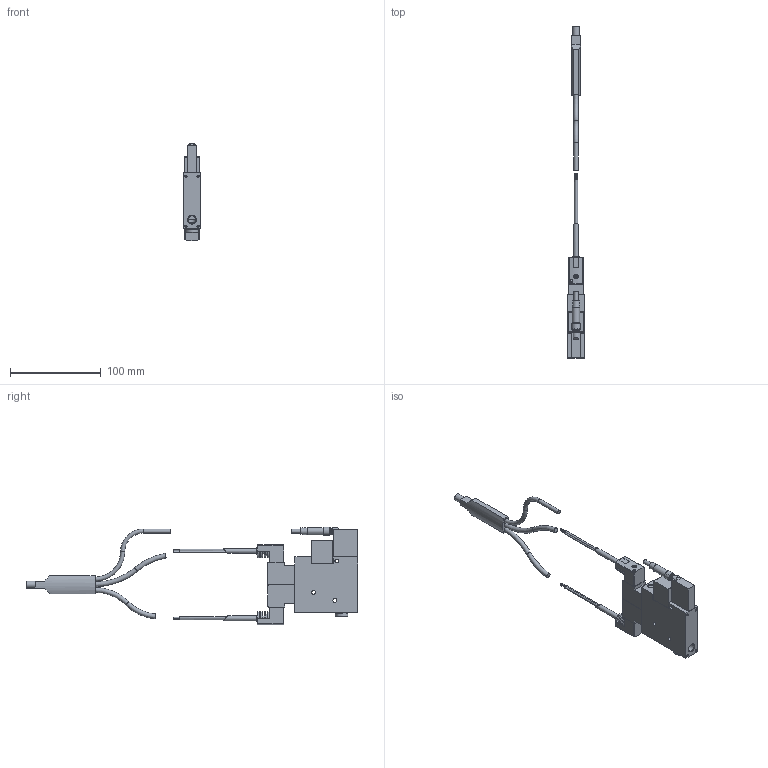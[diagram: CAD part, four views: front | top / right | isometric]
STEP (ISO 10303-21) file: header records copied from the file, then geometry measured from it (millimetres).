
FILE_DESCRIPTION(/* description */ ('STEP AP214'),/* implementation_level */ '2;1');
FILE_NAME(/* name */ '171058_VADMI-95-LS-N',/* time_stamp */ '2024-09-16T06:35:32+02:00',/* author */ ('License CC BY-ND 4.0'),/* organization */ ('CADENAS'),/* preprocessor_version */ 'ST-DEVELOPER v19.3',/* originating_system */ 'PARTsolutions',/* authorisation */ ' ');
FILE_SCHEMA (('AUTOMOTIVE_DESIGN {1 0 10303 214 3 1 1}'));
Length unit declared in the file: millimetre
Products named in the file (6): 171058 VADMI-95-LS-N; 171058 VADMI-95-LS-N_(p); 3568 B-1/8; 171058 VADMI-95-LS-N (l); 151688 KMEB-1-24-2.5-LED---(part); 171058 VADMI-95-LS-N (dose)
Assembly tree (6 placements, depth 2):
  171058 VADMI-95-LS-N
    171058 VADMI-95-LS-N_(p)
    3568 B-1/8
    171058 VADMI-95-LS-N (l)
    151688 KMEB-1-24-2.5-LED---(part)  x2
    171058 VADMI-95-LS-N (dose)
Bounding box: 18 x 365.65 x 107.75 mm (x, y, z)
Volume: 146805.4 mm3; surface area: 44084.4 mm2
Topology: 6 solids, 6 shells, 449 faces, 1036 edges, 678 vertices
Faces by surface type: plane 277, cylinder 135, cone 24, torus 9, sphere 4
Full cylindrical faces by diameter (mm): 1 x14, 2.013 x6, 2.5 x4, 3 x2, 3.8 x2, 4 x2, 4.2 x3, 4.5 x2, 5 x4, 5.2 x4, 5.4 x1, 5.5 x1, 6.5 x4, 6.917 x1, 7 x1, 7.4 x1, 7.5 x2, 7.6 x1, 8 x2, 8.566 x3, 9 x1, 9.728 x1, 12.6 x1, 14 x2
Entity records: 10547 total; most frequent: DIRECTION 1534, CARTESIAN_POINT 1485, ORIENTED_EDGE 1262, EDGE_CURVE 631, AXIS2_PLACEMENT_3D 581, EDGE_LOOP 485, FACE_BOUND 485, VERTEX_POINT 464
